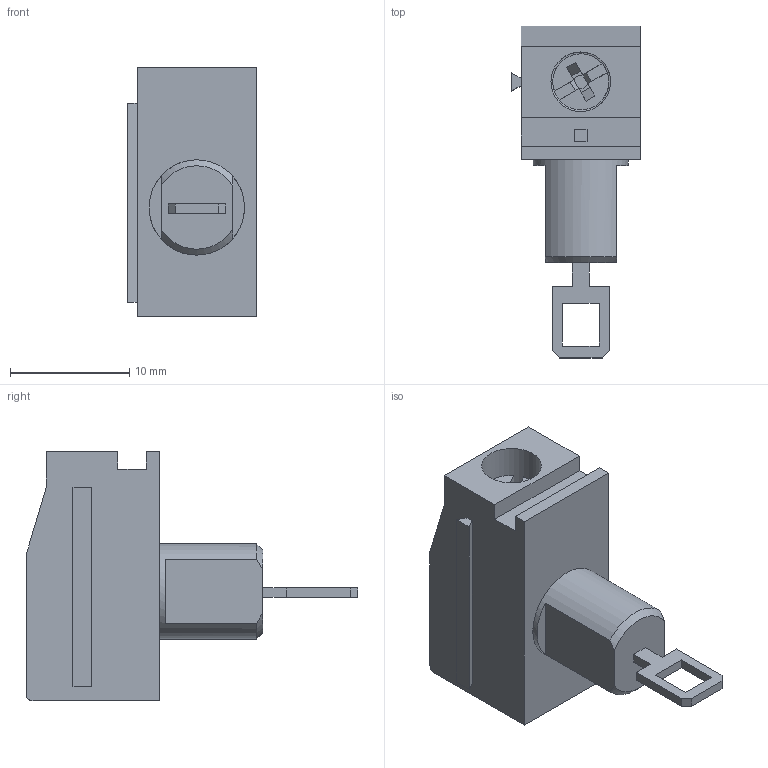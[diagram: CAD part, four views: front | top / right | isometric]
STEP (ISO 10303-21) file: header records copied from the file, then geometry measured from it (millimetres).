
FILE_DESCRIPTION(('STEP AP214'),'1');
FILE_NAME('MPT410.stp','2015-10-29T13:29:44',(' '),(' '),'Spatial InterOp 3D',' ',' ');
FILE_SCHEMA(('automotive_design'));
Length unit declared in the file: metre
Products named in the file (1): 1
Bounding box: 10.8 x 27.85 x 20.9 mm (x, y, z)
Volume: 2418.9 mm3; surface area: 1754.2 mm2
Topology: 1 solids, 2 shells, 90 faces, 229 edges, 150 vertices
Faces by surface type: plane 79, cylinder 7, cone 4
Full cylindrical faces by diameter (mm): 2.6 x1, 4.7 x1, 5 x1, 8 x1
Entity records: 3362 total; most frequent: CARTESIAN_POINT 488, ORIENTED_EDGE 436, DIRECTION 417, EDGE_CURVE 218, LINE 191, VECTOR 191, VERTEX_POINT 146, AXIS2_PLACEMENT_3D 113
